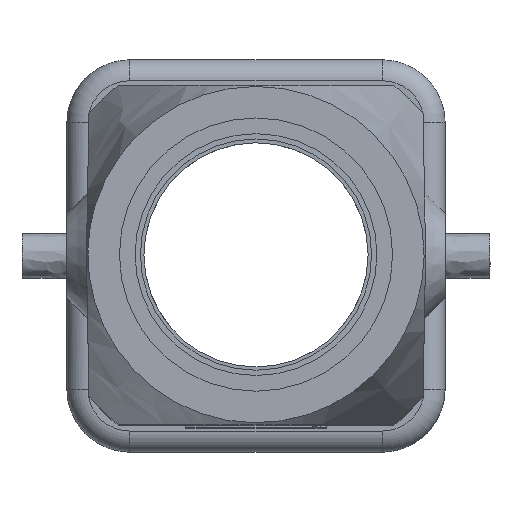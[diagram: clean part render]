
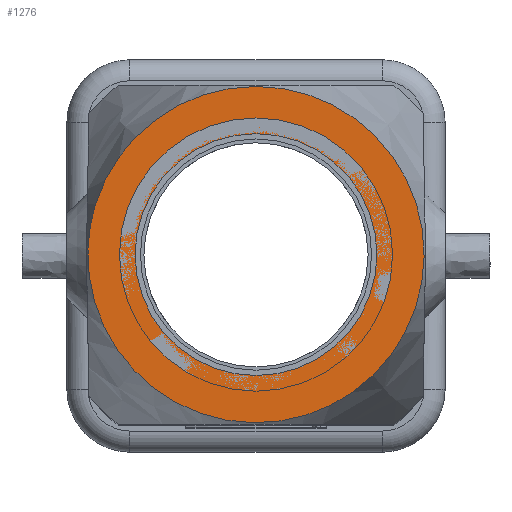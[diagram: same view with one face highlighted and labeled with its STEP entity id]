
A CAD part, top view. The second image highlights one B-rep face of the part: STEP entity #1276.
In plain terms, the highlighted planar face has unit normal (0, 0, 1).
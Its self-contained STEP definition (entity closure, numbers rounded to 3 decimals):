
#1213=CARTESIAN_POINT('',(12.705,-12.705,60.));
#1214=DIRECTION('',(0.0,0.0,1.0));
#1215=DIRECTION('',(1.0,0.0,0.0));
#1216=AXIS2_PLACEMENT_3D('',#1213,#1214,#1215);
#1217=PLANE('',#1216);
#1218=CARTESIAN_POINT('',(-11.993,0.406,60.0));
#1219=VERTEX_POINT('',#1218);
#1220=CARTESIAN_POINT('',(-11.993,0.406,60.0));
#1221=CARTESIAN_POINT('',(-11.996,0.323,60.0));
#1222=CARTESIAN_POINT('',(-12.025,-0.896,60.0));
#1223=CARTESIAN_POINT('',(-11.724,-3.211,60.));
#1224=CARTESIAN_POINT('',(-10.427,-6.218,60.));
#1225=CARTESIAN_POINT('',(-8.622,-8.49,60.));
#1226=CARTESIAN_POINT('',(-7.045,-9.756,60.0));
#1227=CARTESIAN_POINT('',(-6.197,-10.279,60.0));
#1228=CARTESIAN_POINT('',(-5.803,-10.506,60.0));
#1229=CARTESIAN_POINT('',(-5.003,-10.938,60.0));
#1230=CARTESIAN_POINT('',(-3.218,-11.655,60.0));
#1231=CARTESIAN_POINT('',(-0.46,-12.129,60.0));
#1232=CARTESIAN_POINT('',(2.785,-11.832,60.0));
#1233=CARTESIAN_POINT('',(5.946,-10.61,60.));
#1234=CARTESIAN_POINT('',(8.643,-8.548,60.));
#1235=CARTESIAN_POINT('',(10.598,-5.921,60.));
#1236=CARTESIAN_POINT('',(11.711,-3.102,60.));
#1237=CARTESIAN_POINT('',(11.974,-1.195,60.0));
#1238=CARTESIAN_POINT('',(11.998,-0.249,60.0));
#1239=CARTESIAN_POINT('',(11.999,-0.149,60.0));
#1240=CARTESIAN_POINT('',(12.,-0.004,60.0));
#1241=CARTESIAN_POINT('',(11.999,0.136,60.0));
#1242=CARTESIAN_POINT('',(11.998,0.227,60.0));
#1243=CARTESIAN_POINT('',(11.978,1.09,60.0));
#1244=CARTESIAN_POINT('',(11.75,2.911,60.0));
#1245=CARTESIAN_POINT('',(10.734,5.666,60.0));
#1246=CARTESIAN_POINT('',(8.854,8.327,60.0));
#1247=CARTESIAN_POINT('',(6.215,10.454,60.));
#1248=CARTESIAN_POINT('',(3.081,11.759,60.));
#1249=CARTESIAN_POINT('',(-0.171,12.139,60.0));
#1250=CARTESIAN_POINT('',(-3.042,11.712,60.));
#1251=CARTESIAN_POINT('',(-4.926,10.98,60.));
#1252=CARTESIAN_POINT('',(-5.803,10.506,60.));
#1253=CARTESIAN_POINT('',(-6.197,10.279,60.));
#1254=CARTESIAN_POINT('',(-6.971,9.802,60.));
#1255=CARTESIAN_POINT('',(-8.484,8.614,60.));
#1256=CARTESIAN_POINT('',(-10.274,6.463,60.));
#1257=CARTESIAN_POINT('',(-11.604,3.581,60.));
#1258=CARTESIAN_POINT('',(-11.958,1.455,60.0));
#1259=CARTESIAN_POINT('',(-11.993,0.406,60.0));
#1260=B_SPLINE_CURVE_WITH_KNOTS('',3,(#1220,#1221,#1222,#1223,#1224,#1225,#1226,#1227,#1228,#1229,#1230,#1231,#1232,#1233,#1234,#1235,#1236,#1237,#1238,#1239,#1240,#1241,#1242,#1243,#1244,#1245,#1246,#1247,#1248,#1249,#1250,#1251,#1252,#1253,#1254,#1255,#1256,#1257,#1258,#1259),.UNSPECIFIED.,.T.,.U.,(4,1,1,1,1,1,2,1,1,1,1,1,1,1,1,2,1,1,1,2,1,1,1,1,1,1,1,1,2,1,1,1,1,4),(0.0,0.003,0.048,0.092,0.132,0.163,0.172,0.181,0.208,0.248,0.292,0.337,0.382,0.425,0.466,0.501,0.503,0.505,0.507,0.509,0.542,0.582,0.625,0.67,0.715,0.759,0.799,0.83,0.839,0.848,0.875,0.915,0.958,1.0),.UNSPECIFIED.);
#1261=EDGE_CURVE('',#1219,#1219,#1260,.T.);
#1262=ORIENTED_EDGE('',*,*,#1261,.T.);
#1263=EDGE_LOOP('',(#1262));
#1264=FACE_OUTER_BOUND('',#1263,.T.);
#1265=CARTESIAN_POINT('',(0.,-8.63,60.0));
#1266=VERTEX_POINT('',#1265);
#1267=CARTESIAN_POINT('',(0.,0.,60.0));
#1268=DIRECTION('',(0.0,0.0,1.0));
#1269=DIRECTION('',(0.0,-1.0,0.0));
#1270=AXIS2_PLACEMENT_3D('',#1267,#1268,#1269);
#1271=CIRCLE('',#1270,8.63);
#1272=EDGE_CURVE('',#1266,#1266,#1271,.T.);
#1273=ORIENTED_EDGE('',*,*,#1272,.F.);
#1274=EDGE_LOOP('',(#1273));
#1275=FACE_BOUND('',#1274,.T.);
#1276=ADVANCED_FACE('',(#1264,#1275),#1217,.T.);
